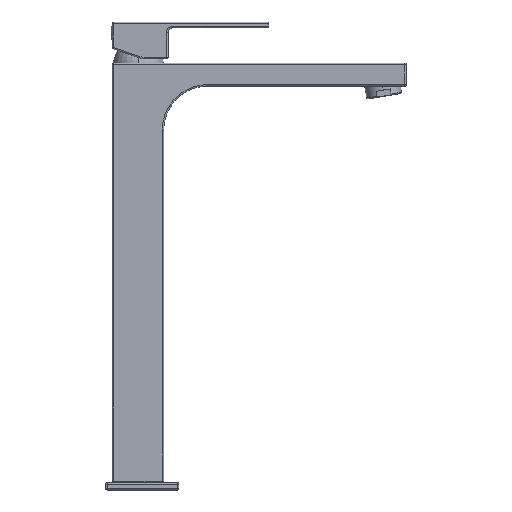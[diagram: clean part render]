
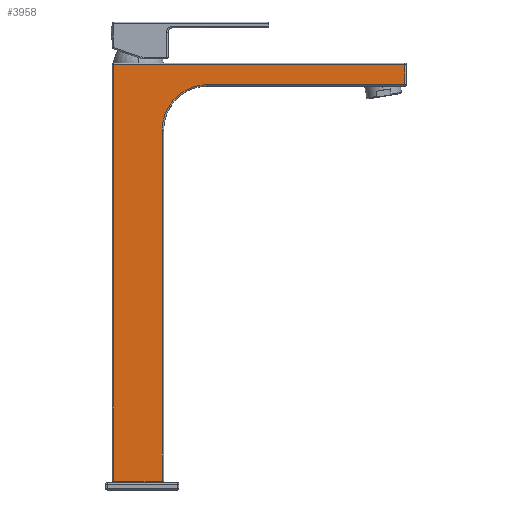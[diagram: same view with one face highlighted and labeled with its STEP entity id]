
A CAD part, top view. The second image highlights one B-rep face of the part: STEP entity #3958.
In plain terms, the highlighted planar face has unit normal (0, 0, 1).
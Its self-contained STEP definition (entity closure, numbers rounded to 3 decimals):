
#226 = VECTOR ( 'NONE', #31563, 1000. ) ;
#691 = CARTESIAN_POINT ( 'NONE',  ( 1., 1., 17.75 ) ) ;
#1181 = CARTESIAN_POINT ( 'NONE',  ( 65., 270.5, 17.75 ) ) ;
#3667 = ORIENTED_EDGE ( 'NONE', *, *, #14094, .T. ) ;
#3958 = ADVANCED_FACE ( 'NONE', ( #25377 ), #7091, .F. ) ;
#4621 = DIRECTION ( 'NONE',  ( 1., 0., 0. ) ) ;
#6926 = EDGE_LOOP ( 'NONE', ( #11532, #3667, #23999, #36738, #22171, #10369, #16274 ) ) ;
#7091 = PLANE ( 'NONE',  #7736 ) ;
#7512 = EDGE_CURVE ( 'NONE', #23323, #31859, #14812, .T. ) ;
#7736 = AXIS2_PLACEMENT_3D ( 'NONE', #36061, #18578, #33281 ) ;
#8851 = VECTOR ( 'NONE', #29328, 1000. ) ;
#9347 = VECTOR ( 'NONE', #14776, 1000. ) ;
#10369 = ORIENTED_EDGE ( 'NONE', *, *, #20624, .T. ) ;
#11532 = ORIENTED_EDGE ( 'NONE', *, *, #7512, .T. ) ;
#11666 = VERTEX_POINT ( 'NONE', #23874 ) ;
#11739 = CARTESIAN_POINT ( 'NONE',  ( 1., 284., 17.75 ) ) ;
#12381 = CARTESIAN_POINT ( 'NONE',  ( 199., 239.5, 17.75 ) ) ;
#13620 = EDGE_CURVE ( 'NONE', #30882, #28312, #33149, .T. ) ;
#14094 = EDGE_CURVE ( 'NONE', #31859, #15773, #15128, .T. ) ;
#14776 = DIRECTION ( 'NONE',  ( -1., 0., 0. ) ) ;
#14812 = LINE ( 'NONE', #36090, #25140 ) ;
#15128 = LINE ( 'NONE', #12381, #8851 ) ;
#15671 = DIRECTION ( 'NONE',  ( 0., -1., 0. ) ) ;
#15773 = VERTEX_POINT ( 'NONE', #36676 ) ;
#16274 = ORIENTED_EDGE ( 'NONE', *, *, #29564, .T. ) ;
#17223 = AXIS2_PLACEMENT_3D ( 'NONE', #19187, #22058, #36536 ) ;
#17746 = CARTESIAN_POINT ( 'NONE',  ( 34., 239.5, 17.75 ) ) ;
#18215 = CARTESIAN_POINT ( 'NONE',  ( 1., 239.5, 17.75 ) ) ;
#18578 = DIRECTION ( 'NONE',  ( 0., 0., -1. ) ) ;
#19187 = CARTESIAN_POINT ( 'NONE',  ( 65., 239.5, 17.75 ) ) ;
#20624 = EDGE_CURVE ( 'NONE', #11666, #33682, #32454, .T. ) ;
#21021 = CIRCLE ( 'NONE', #17223, 31. ) ;
#22058 = DIRECTION ( 'NONE',  ( 0., 0., -1. ) ) ;
#22171 = ORIENTED_EDGE ( 'NONE', *, *, #31386, .T. ) ;
#22246 = LINE ( 'NONE', #26215, #23147 ) ;
#23147 = VECTOR ( 'NONE', #31362, 1000. ) ;
#23323 = VERTEX_POINT ( 'NONE', #1181 ) ;
#23431 = CARTESIAN_POINT ( 'NONE',  ( 65., 284., 17.75 ) ) ;
#23874 = CARTESIAN_POINT ( 'NONE',  ( 34., 1., 17.75 ) ) ;
#23999 = ORIENTED_EDGE ( 'NONE', *, *, #24706, .T. ) ;
#24706 = EDGE_CURVE ( 'NONE', #15773, #30882, #32245, .T. ) ;
#25140 = VECTOR ( 'NONE', #4621, 1000. ) ;
#25377 = FACE_OUTER_BOUND ( 'NONE', #6926, .T. ) ;
#25421 = CARTESIAN_POINT ( 'NONE',  ( 199., 270.5, 17.75 ) ) ;
#26215 = CARTESIAN_POINT ( 'NONE',  ( 65., 1., 17.75 ) ) ;
#28312 = VERTEX_POINT ( 'NONE', #691 ) ;
#28630 = VECTOR ( 'NONE', #15671, 1000. ) ;
#29328 = DIRECTION ( 'NONE',  ( 0., 1., 0. ) ) ;
#29564 = EDGE_CURVE ( 'NONE', #33682, #23323, #21021, .T. ) ;
#30882 = VERTEX_POINT ( 'NONE', #11739 ) ;
#31362 = DIRECTION ( 'NONE',  ( 1., 0., 0. ) ) ;
#31386 = EDGE_CURVE ( 'NONE', #28312, #11666, #22246, .T. ) ;
#31447 = CARTESIAN_POINT ( 'NONE',  ( 34., 239.5, 17.75 ) ) ;
#31563 = DIRECTION ( 'NONE',  ( 0., 1., 0. ) ) ;
#31859 = VERTEX_POINT ( 'NONE', #25421 ) ;
#32245 = LINE ( 'NONE', #23431, #9347 ) ;
#32454 = LINE ( 'NONE', #31447, #226 ) ;
#33149 = LINE ( 'NONE', #18215, #28630 ) ;
#33281 = DIRECTION ( 'NONE',  ( -1., 0., 0. ) ) ;
#33682 = VERTEX_POINT ( 'NONE', #17746 ) ;
#36061 = CARTESIAN_POINT ( 'NONE',  ( 65., 239.5, 17.75 ) ) ;
#36090 = CARTESIAN_POINT ( 'NONE',  ( 65., 270.5, 17.75 ) ) ;
#36536 = DIRECTION ( 'NONE',  ( -1., 0., 0. ) ) ;
#36676 = CARTESIAN_POINT ( 'NONE',  ( 199., 284., 17.75 ) ) ;
#36738 = ORIENTED_EDGE ( 'NONE', *, *, #13620, .T. ) ;
